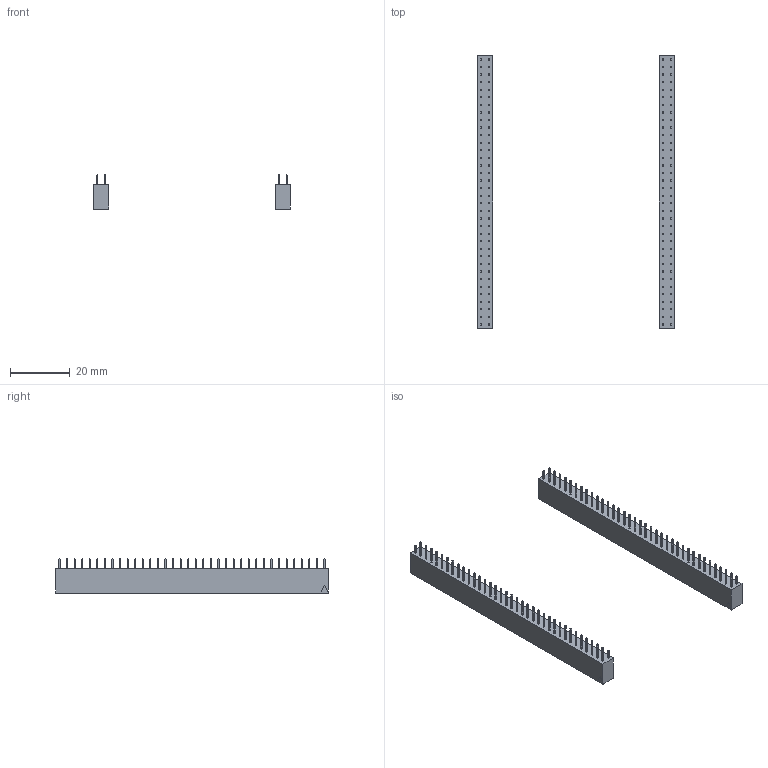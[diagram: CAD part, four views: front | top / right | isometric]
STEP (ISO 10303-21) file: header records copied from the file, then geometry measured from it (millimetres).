
FILE_DESCRIPTION(('FreeCAD Model'),'2;1');
FILE_NAME('Open CASCADE Shape Model','2022-12-16T14:22:15',(''),(''), 'Open CASCADE STEP processor 7.6','FreeCAD','Unknown');
FILE_SCHEMA(('AUTOMOTIVE_DESIGN { 1 0 10303 214 1 1 1 1 }'));
Length unit declared in the file: millimetre
Products named in the file (3): Unnamed; 929975-01-36-RK; 929975-01-36-RK001
Assembly tree (2 placements, depth 2):
  Unnamed
    929975-01-36-RK
    929975-01-36-RK001
Bounding box: 66.03 x 91.44 x 11.44 mm (x, y, z)
Volume: 7621.2 mm3; surface area: 7750.4 mm2
Topology: 146 solids, 146 shells, 2754 faces, 5802 edges, 3484 vertices
Faces by surface type: plane 2754
Entity records: 88814 total; most frequent: CARTESIAN_POINT 12043, ORIENTED_EDGE 11604, DIRECTION 11316, EDGE_CURVE 5802, LINE 5802, VECTOR 5802, VERTEX_POINT 3484, FACE_BOUND 2898
